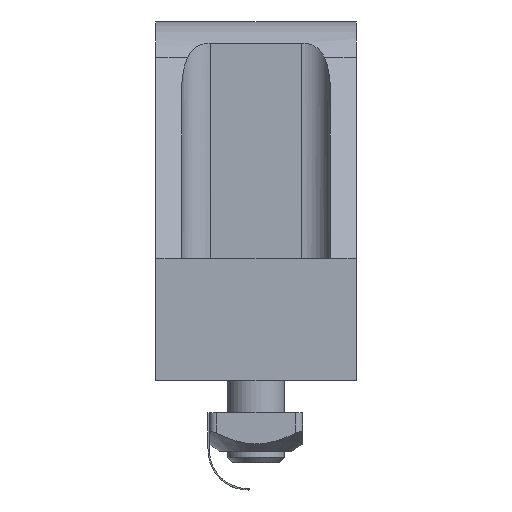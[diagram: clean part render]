
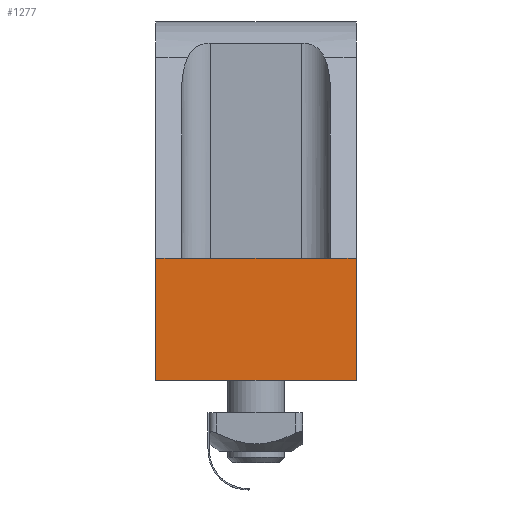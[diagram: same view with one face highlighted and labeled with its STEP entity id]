
A CAD part, front view. The second image highlights one B-rep face of the part: STEP entity #1277.
In plain terms, the highlighted planar face has unit normal (0, -1, 0).
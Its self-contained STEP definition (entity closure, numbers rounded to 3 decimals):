
#109=PLANE('',#1462);
#164=FACE_OUTER_BOUND('',#240,.T.);
#240=EDGE_LOOP('',(#999,#1000,#1001,#1002,#1003,#1004));
#315=LINE('',#2064,#425);
#316=LINE('',#2067,#426);
#321=LINE('',#2076,#431);
#343=LINE('',#2136,#453);
#344=LINE('',#2138,#454);
#345=LINE('',#2139,#455);
#425=VECTOR('',#1638,1.);
#426=VECTOR('',#1641,1.);
#431=VECTOR('',#1648,1.);
#453=VECTOR('',#1708,1.);
#454=VECTOR('',#1709,1.);
#455=VECTOR('',#1710,1.);
#571=VERTEX_POINT('',#2001);
#580=VERTEX_POINT('',#2038);
#583=VERTEX_POINT('',#2066);
#586=VERTEX_POINT('',#2074);
#605=VERTEX_POINT('',#2135);
#606=VERTEX_POINT('',#2137);
#721=EDGE_CURVE('',#580,#571,#315,.T.);
#722=EDGE_CURVE('',#583,#580,#316,.T.);
#727=EDGE_CURVE('',#571,#586,#321,.T.);
#757=EDGE_CURVE('',#586,#605,#343,.T.);
#758=EDGE_CURVE('',#606,#605,#344,.T.);
#759=EDGE_CURVE('',#583,#606,#345,.T.);
#999=ORIENTED_EDGE('',*,*,#757,.T.);
#1000=ORIENTED_EDGE('',*,*,#758,.F.);
#1001=ORIENTED_EDGE('',*,*,#759,.F.);
#1002=ORIENTED_EDGE('',*,*,#722,.T.);
#1003=ORIENTED_EDGE('',*,*,#721,.T.);
#1004=ORIENTED_EDGE('',*,*,#727,.T.);
#1277=ADVANCED_FACE('',(#164),#109,.T.);
#1462=AXIS2_PLACEMENT_3D('',#2134,#1706,#1707);
#1638=DIRECTION('',(-1.,0.,0.));
#1641=DIRECTION('',(-1.,0.,0.));
#1648=DIRECTION('',(-1.,0.,0.));
#1706=DIRECTION('center_axis',(0.,-1.,0.));
#1707=DIRECTION('ref_axis',(-1.,0.,0.));
#1708=DIRECTION('',(0.,0.,-1.));
#1709=DIRECTION('',(-1.,0.,0.));
#1710=DIRECTION('',(0.,0.,-1.));
#2001=CARTESIAN_POINT('',(-10.375,-95.036,8.48));
#2038=CARTESIAN_POINT('',(10.375,-95.036,8.48));
#2064=CARTESIAN_POINT('',(14.,-95.036,8.48));
#2066=CARTESIAN_POINT('',(14.,-95.036,8.48));
#2067=CARTESIAN_POINT('',(14.,-95.036,8.48));
#2074=CARTESIAN_POINT('',(-14.,-95.036,8.48));
#2076=CARTESIAN_POINT('',(14.,-95.036,8.48));
#2134=CARTESIAN_POINT('Origin',(14.,-95.036,8.48));
#2135=CARTESIAN_POINT('',(-14.,-95.036,-8.52));
#2136=CARTESIAN_POINT('',(-14.,-95.036,8.48));
#2137=CARTESIAN_POINT('',(14.,-95.036,-8.52));
#2138=CARTESIAN_POINT('',(14.,-95.036,-8.52));
#2139=CARTESIAN_POINT('',(14.,-95.036,8.48));
